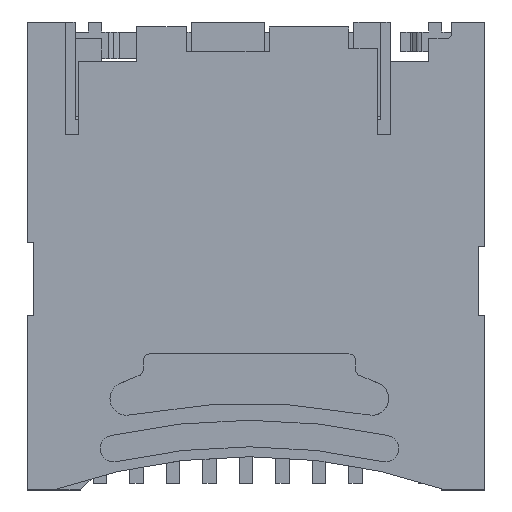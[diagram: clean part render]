
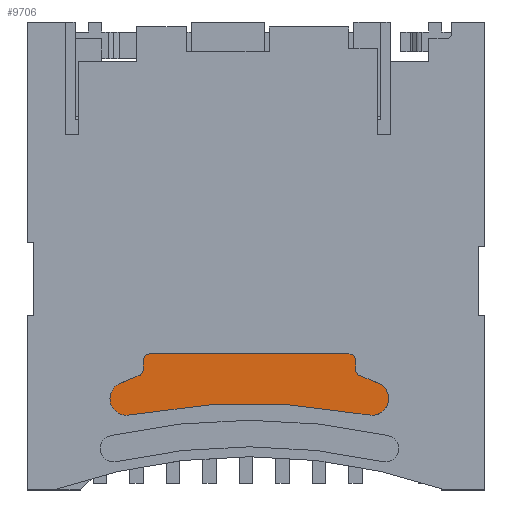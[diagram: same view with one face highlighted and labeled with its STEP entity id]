
A CAD part, top view. The second image highlights one B-rep face of the part: STEP entity #9706.
In plain terms, the highlighted planar face has unit normal (0, 0, 1).
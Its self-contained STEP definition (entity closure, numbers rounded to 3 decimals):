
#601=FACE_OUTER_BOUND('',#1114,.T.);
#1114=EDGE_LOOP('',(#7791,#7792,#7793,#7794,#7795,#7796,#7797,#7798,#7799,
#7800,#7801,#7802,#7803,#7804));
#1379=LINE('',#13339,#2606);
#1583=LINE('',#13898,#2810);
#1584=LINE('',#13901,#2811);
#1587=LINE('',#13907,#2814);
#1594=LINE('',#13921,#2821);
#1772=LINE('',#14363,#2999);
#1939=LINE('',#14733,#3166);
#1974=LINE('',#14809,#3201);
#2029=LINE('',#14933,#3256);
#2103=LINE('',#15105,#3330);
#2250=LINE('',#15431,#3477);
#2299=LINE('',#15536,#3526);
#2300=LINE('',#15537,#3527);
#2301=LINE('',#15538,#3528);
#2606=VECTOR('',#10700,1.);
#2810=VECTOR('',#11070,1.);
#2811=VECTOR('',#11073,1.);
#2814=VECTOR('',#11078,1.);
#2821=VECTOR('',#11087,1.);
#2999=VECTOR('',#11381,1.);
#3166=VECTOR('',#11680,1.);
#3201=VECTOR('',#11747,1.);
#3256=VECTOR('',#11848,1.);
#3330=VECTOR('',#11976,1.);
#3477=VECTOR('',#12287,1.);
#3526=VECTOR('',#12400,1.);
#3527=VECTOR('',#12401,1.);
#3528=VECTOR('',#12402,1.);
#3835=VERTEX_POINT('',#13336);
#3836=VERTEX_POINT('',#13338);
#4052=VERTEX_POINT('',#13896);
#4053=VERTEX_POINT('',#13900);
#4055=VERTEX_POINT('',#13906);
#4061=VERTEX_POINT('',#13920);
#4219=VERTEX_POINT('',#14362);
#4354=VERTEX_POINT('',#14729);
#4356=VERTEX_POINT('',#14732);
#4426=VERTEX_POINT('',#14931);
#4427=VERTEX_POINT('',#14932);
#4498=VERTEX_POINT('',#15103);
#4594=VERTEX_POINT('',#15428);
#4595=VERTEX_POINT('',#15430);
#4786=EDGE_CURVE('',#3835,#3836,#1379,.T.);
#5029=EDGE_CURVE('',#3835,#4052,#1583,.T.);
#5030=EDGE_CURVE('',#4052,#4053,#1584,.T.);
#5033=EDGE_CURVE('',#4053,#4055,#1587,.T.);
#5040=EDGE_CURVE('',#4055,#4061,#1594,.T.);
#5239=EDGE_CURVE('',#3836,#4219,#1772,.T.);
#5431=EDGE_CURVE('',#4356,#4354,#1939,.T.);
#5472=EDGE_CURVE('',#4354,#4219,#1974,.T.);
#5535=EDGE_CURVE('',#4426,#4427,#2029,.T.);
#5621=EDGE_CURVE('',#4498,#4356,#2103,.T.);
#5794=EDGE_CURVE('',#4595,#4594,#2250,.T.);
#5850=EDGE_CURVE('',#4061,#4426,#2299,.T.);
#5851=EDGE_CURVE('',#4427,#4595,#2300,.T.);
#5852=EDGE_CURVE('',#4594,#4498,#2301,.T.);
#7791=ORIENTED_EDGE('',*,*,#4786,.F.);
#7792=ORIENTED_EDGE('',*,*,#5029,.T.);
#7793=ORIENTED_EDGE('',*,*,#5030,.T.);
#7794=ORIENTED_EDGE('',*,*,#5033,.T.);
#7795=ORIENTED_EDGE('',*,*,#5040,.T.);
#7796=ORIENTED_EDGE('',*,*,#5850,.T.);
#7797=ORIENTED_EDGE('',*,*,#5535,.T.);
#7798=ORIENTED_EDGE('',*,*,#5851,.T.);
#7799=ORIENTED_EDGE('',*,*,#5794,.T.);
#7800=ORIENTED_EDGE('',*,*,#5852,.T.);
#7801=ORIENTED_EDGE('',*,*,#5621,.T.);
#7802=ORIENTED_EDGE('',*,*,#5431,.T.);
#7803=ORIENTED_EDGE('',*,*,#5472,.T.);
#7804=ORIENTED_EDGE('',*,*,#5239,.F.);
#9261=PLANE('',#10354);
#9706=ADVANCED_FACE('',(#601),#9261,.T.);
#10354=AXIS2_PLACEMENT_3D('',#15535,#12398,#12399);
#10700=DIRECTION('',(1.,0.,0.));
#11070=DIRECTION('',(0.,-1.,0.));
#11073=DIRECTION('',(-0.707,-0.707,0.));
#11078=DIRECTION('',(0.,-1.,0.));
#11087=DIRECTION('',(1.,0.,0.));
#11381=DIRECTION('',(0.,1.,0.));
#11680=DIRECTION('',(0.,-1.,0.));
#11747=DIRECTION('',(-1.,0.,0.));
#11848=DIRECTION('',(1.,0.,0.));
#11976=DIRECTION('',(-1.,0.,0.));
#12287=DIRECTION('',(1.,0.,0.));
#12398=DIRECTION('center_axis',(0.,0.,1.));
#12399=DIRECTION('ref_axis',(1.,0.,0.));
#12400=DIRECTION('',(0.,1.,0.));
#12401=DIRECTION('',(0.,-1.,0.));
#12402=DIRECTION('',(0.,1.,0.));
#13336=CARTESIAN_POINT('',(218.89,123.063,0.53));
#13338=CARTESIAN_POINT('',(219.49,123.063,0.53));
#13339=CARTESIAN_POINT('',(0.,123.063,0.53));
#13896=CARTESIAN_POINT('',(218.89,122.113,0.53));
#13898=CARTESIAN_POINT('',(218.89,0.,0.53));
#13900=CARTESIAN_POINT('',(218.49,121.713,0.53));
#13901=CARTESIAN_POINT('',(96.777,0.,0.53));
#13906=CARTESIAN_POINT('',(218.49,119.913,0.53));
#13907=CARTESIAN_POINT('',(218.49,0.,0.53));
#13920=CARTESIAN_POINT('',(219.29,119.913,0.53));
#13921=CARTESIAN_POINT('',(0.,119.913,0.53));
#14362=CARTESIAN_POINT('',(219.49,125.813,0.53));
#14363=CARTESIAN_POINT('',(219.49,0.,0.53));
#14729=CARTESIAN_POINT('',(228.14,125.813,0.53));
#14732=CARTESIAN_POINT('',(228.14,128.413,0.53));
#14733=CARTESIAN_POINT('',(228.14,0.,0.53));
#14809=CARTESIAN_POINT('',(0.,125.813,0.53));
#14931=CARTESIAN_POINT('',(219.29,121.313,0.53));
#14932=CARTESIAN_POINT('',(227.99,121.313,0.53));
#14933=CARTESIAN_POINT('',(0.,121.313,0.53));
#15103=CARTESIAN_POINT('',(228.49,128.413,0.53));
#15105=CARTESIAN_POINT('',(0.,128.413,0.53));
#15428=CARTESIAN_POINT('',(228.49,119.913,0.53));
#15430=CARTESIAN_POINT('',(227.99,119.913,0.53));
#15431=CARTESIAN_POINT('',(0.,119.913,0.53));
#15535=CARTESIAN_POINT('Origin',(218.221,119.682,0.53));
#15536=CARTESIAN_POINT('',(219.29,0.,0.53));
#15537=CARTESIAN_POINT('',(227.99,0.,0.53));
#15538=CARTESIAN_POINT('',(228.49,0.,0.53));
